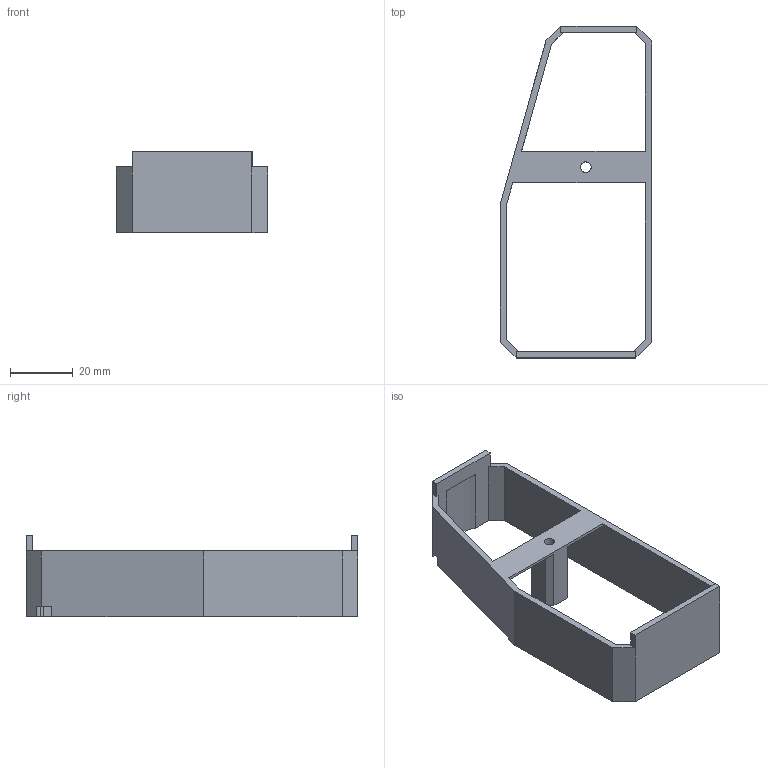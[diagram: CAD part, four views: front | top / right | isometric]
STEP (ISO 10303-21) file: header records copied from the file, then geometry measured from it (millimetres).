
FILE_DESCRIPTION (( 'STEP AP203' ), '1' );
FILE_NAME ('TR_belt_cover_right_v1_0.STEP', '2018-05-17T19:07:43', ( '' ), ( '' ), 'SwSTEP 2.0', 'SolidWorks 2017', '' );
FILE_SCHEMA (( 'CONFIG_CONTROL_DESIGN' ));
Length unit declared in the file: millimetre
Products named in the file (1): TR_belt_cover_right_v1_0
Bounding box: 48.25 x 105.83 x 26 mm (x, y, z)
Volume: 14033.1 mm3; surface area: 15214.4 mm2
Topology: 1 solids, 1 shells, 44 faces, 134 edges, 88 vertices
Faces by surface type: plane 39, cylinder 5
Entity records: 1565 total; most frequent: ORIENTED_EDGE 268, CARTESIAN_POINT 267, DIRECTION 234, EDGE_CURVE 134, VECTOR 124, LINE 124, VERTEX_POINT 88, AXIS2_PLACEMENT_3D 55
